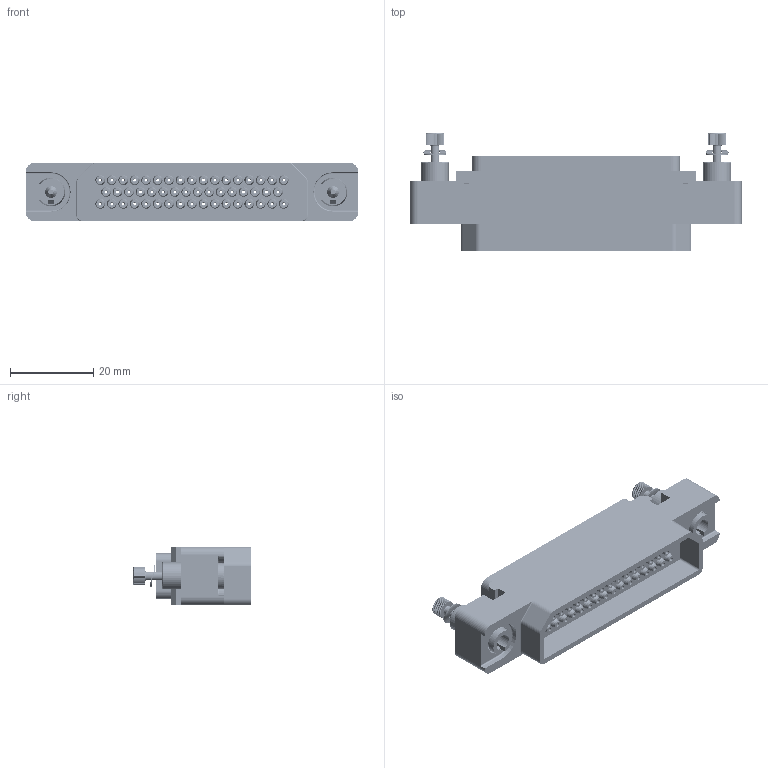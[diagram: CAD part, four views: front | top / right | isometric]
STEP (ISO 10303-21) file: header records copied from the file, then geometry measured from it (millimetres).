
FILE_DESCRIPTION((''),'2;1');
FILE_NAME('00197722400','2020-07-30T',('presta_be4'),(''),'CREO PARAMETRIC BY PTC INC, 2018360','CREO PARAMETRIC BY PTC INC, 2018360','');
FILE_SCHEMA(('CONFIG_CONTROL_DESIGN'));
Products named in the file (1): 00197722400
Bounding box: 80 x 28.23 x 14 mm (x, y, z)
Volume: 13984 mm3; surface area: 17990.5 mm2
Topology: 5 solids, 5 shells, 7183 faces, 17769 edges, 11060 vertices
Faces by surface type: plane 2803, cylinder 2014, torus 1122, cone 1044, bspline 200
Entity records: 245893 total; most frequent: CARTESIAN_POINT 72050, DIRECTION 37917, ORIENTED_EDGE 35530, EDGE_CURVE 17765, AXIS2_PLACEMENT_3D 14465, VERTEX_POINT 11060, VECTOR 8987, LINE 8987
